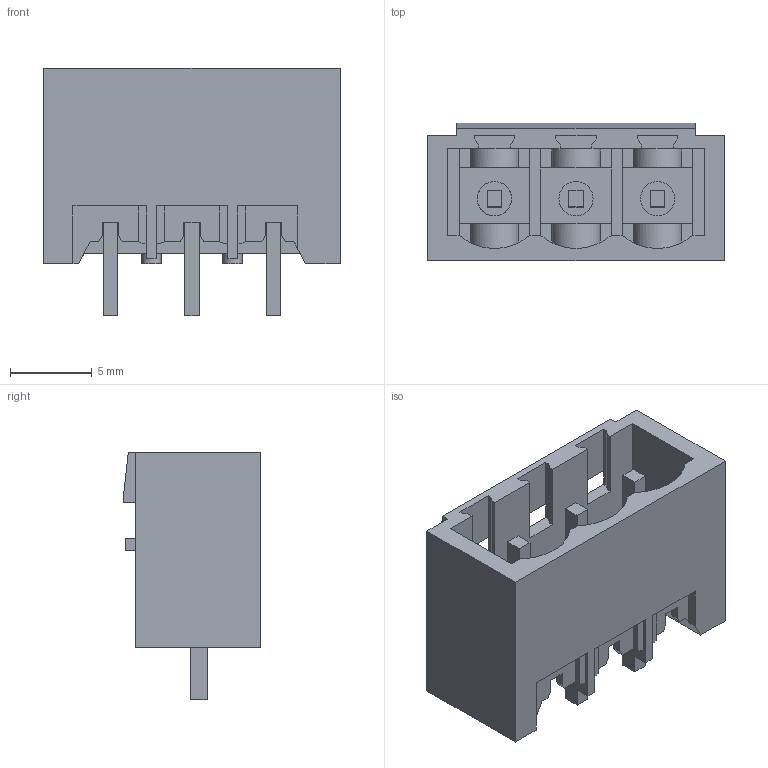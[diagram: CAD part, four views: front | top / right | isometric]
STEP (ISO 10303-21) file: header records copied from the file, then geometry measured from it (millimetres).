
FILE_DESCRIPTION(('CATIA V5 STEP Exchange','CAx-IF Rec.Pracs.--- Model Styling and Organization---1.2---2011-12-15'),'2;1');
FILE_NAME ('D1457134_0_1841170000_1841170000.stp','2018-04-11T11:00:37+00:00',('none'),('Weidmueller'),'CATIA Version 5-6 Release 2014','CATIA V5 STEP AP214','none');
FILE_SCHEMA(('AUTOMOTIVE_DESIGN { 1 0 10303 214 1 1 1 1 }'));
Length unit declared in the file: millimetre
Products named in the file (1): 1841170000
Bounding box: 18.2 x 8.43 x 15.2 mm (x, y, z)
Volume: 772.1 mm3; surface area: 1677.9 mm2
Topology: 4 solids, 4 shells, 217 faces, 628 edges, 415 vertices
Faces by surface type: plane 190, cylinder 25, extrusion 2
Entity records: 6906 total; most frequent: CARTESIAN_POINT 1359, ORIENTED_EDGE 1256, DIRECTION 952, EDGE_CURVE 628, VECTOR 543, LINE 541, VERTEX_POINT 415, AXIS2_PLACEMENT_3D 238
